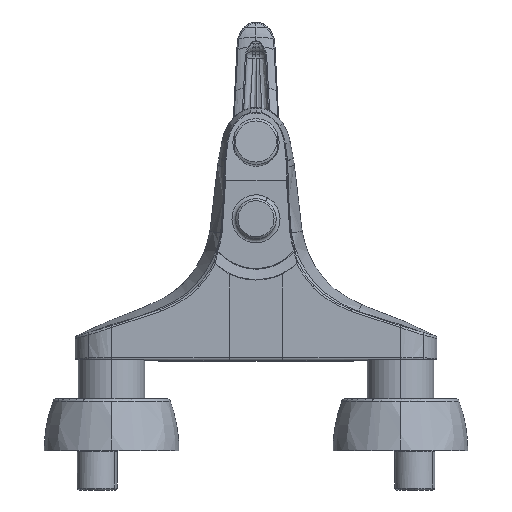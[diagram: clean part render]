
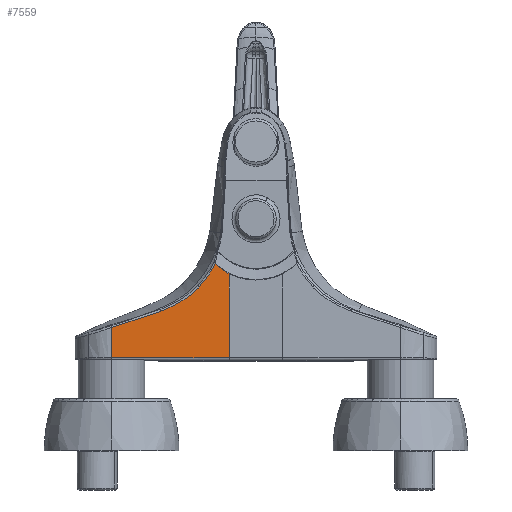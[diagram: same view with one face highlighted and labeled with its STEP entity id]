
A CAD part, front view. The second image highlights one B-rep face of the part: STEP entity #7559.
In plain terms, the highlighted planar face has unit normal (-0.01, -1, 0).
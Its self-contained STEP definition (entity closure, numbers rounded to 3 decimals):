
#78 = CARTESIAN_POINT ( 'NONE',  ( -20.912, -19.931, 22.334 ) ) ;
#142 = CARTESIAN_POINT ( 'NONE',  ( -74.903, -19.401, -10.734 ) ) ;
#540 = FACE_OUTER_BOUND ( 'NONE', #30210, .T. ) ;
#1465 = ORIENTED_EDGE ( 'NONE', *, *, #16493, .T. ) ;
#2978 = CARTESIAN_POINT ( 'NONE',  ( -20.653, -19.934, 22.079 ) ) ;
#3023 = CARTESIAN_POINT ( 'NONE',  ( -41.028, -19.734, 1.231 ) ) ;
#3117 = B_SPLINE_CURVE_WITH_KNOTS ( 'NONE', 5,
 ( #7312, #15732, #10167, #30149, #13007, #33035 ),
 .UNSPECIFIED., .F., .F.,
 ( 6, 6 ),
 ( 64.107, 64.861 ),
 .UNSPECIFIED. ) ;
#3238 = B_SPLINE_CURVE_WITH_KNOTS ( 'NONE', 5,
 ( #34676, #31310, #20413, #3330, #23281, #6196, #26137, #9066, #29023 ),
 .UNSPECIFIED., .F., .F.,
 ( 6, 3, 6 ),
 ( -2.962, -1.479, 0. ),
 .UNSPECIFIED. ) ;
#3330 = CARTESIAN_POINT ( 'NONE',  ( -14.838, -19.991, 17.636 ) ) ;
#3348 = B_SPLINE_CURVE_WITH_KNOTS ( 'NONE', 3,
 ( #31952, #26294, #26550, #9468 ),
 .UNSPECIFIED., .F., .F.,
 ( 4, 4 ),
 ( 0., 1. ),
 .UNSPECIFIED. ) ;
#4038 = CARTESIAN_POINT ( 'NONE',  ( -21.144, -19.929, 22.567 ) ) ;
#5784 = CARTESIAN_POINT ( 'NONE',  ( -49.548, -19.65, -2.356 ) ) ;
#5844 = CARTESIAN_POINT ( 'NONE',  ( -19.496, -19.945, 21.001 ) ) ;
#5883 = CARTESIAN_POINT ( 'NONE',  ( -49.548, -19.65, -2.356 ) ) ;
#6188 = VERTEX_POINT ( 'NONE', #21159 ) ;
#6196 = CARTESIAN_POINT ( 'NONE',  ( -14.322, -19.996, 17.339 ) ) ;
#6451 = VERTEX_POINT ( 'NONE', #13588 ) ;
#6647 = EDGE_CURVE ( 'NONE', #13573, #24427, #3348, .T. ) ;
#7136 = EDGE_CURVE ( 'NONE', #19803, #6188, #3117, .T. ) ;
#7312 = CARTESIAN_POINT ( 'NONE',  ( -29.494, -19.847, 10.311 ) ) ;
#7559 = ADVANCED_FACE ( 'NONE', ( #540 ), #19143, .F. ) ;
#7774 = CARTESIAN_POINT ( 'NONE',  ( -15.227, -19.987, 17.869 ) ) ;
#8300 = B_SPLINE_CURVE_WITH_KNOTS ( 'NONE', 1,
 ( #34348, #17308 ),
 .UNSPECIFIED., .F., .F.,
 ( 2, 2 ),
 ( 0.02, 15.725 ),
 .UNSPECIFIED. ) ;
#8440 = CARTESIAN_POINT ( 'NONE',  ( -13.931, -20., 17.123 ) ) ;
#8458 = CARTESIAN_POINT ( 'NONE',  ( -21.144, -19.929, 22.567 ) ) ;
#8659 = CARTESIAN_POINT ( 'NONE',  ( -55.675, -19.59, -4.587 ) ) ;
#8717 = CARTESIAN_POINT ( 'NONE',  ( -17.979, -19.96, 19.741 ) ) ;
#8818 = VERTEX_POINT ( 'NONE', #14104 ) ;
#9066 = CARTESIAN_POINT ( 'NONE',  ( -14.062, -19.999, 17.195 ) ) ;
#9236 = VECTOR ( 'NONE', #11462, 1000. ) ;
#9468 = CARTESIAN_POINT ( 'NONE',  ( -13.933, -20., -26.462 ) ) ;
#9645 = CARTESIAN_POINT ( 'NONE',  ( -22.428, -19.917, 19.88 ) ) ;
#9774 = CARTESIAN_POINT ( 'NONE',  ( -23.915, -19.902, 17.291 ) ) ;
#10167 = CARTESIAN_POINT ( 'NONE',  ( -29.702, -19.845, 10.088 ) ) ;
#10670 = DIRECTION ( 'NONE',  ( 0., 0., 1. ) ) ;
#11162 = ORIENTED_EDGE ( 'NONE', *, *, #26678, .T. ) ;
#11377 = EDGE_CURVE ( 'NONE', #19120, #19803, #31877, .T. ) ;
#11442 = CARTESIAN_POINT ( 'NONE',  ( -21.144, -19.929, 22.567 ) ) ;
#11462 = DIRECTION ( 'NONE',  ( 1., -0.01, 0. ) ) ;
#11493 = CARTESIAN_POINT ( 'NONE',  ( -63.813, -19.51, -7.099 ) ) ;
#11551 = CARTESIAN_POINT ( 'NONE',  ( -16.348, -19.976, 18.574 ) ) ;
#12226 = ORIENTED_EDGE ( 'NONE', *, *, #29902, .T. ) ;
#12605 = CARTESIAN_POINT ( 'NONE',  ( -27.464, -19.867, 12.488 ) ) ;
#13007 = CARTESIAN_POINT ( 'NONE',  ( -29.911, -19.843, 9.867 ) ) ;
#13573 = VERTEX_POINT ( 'NONE', #8440 ) ;
#13588 = CARTESIAN_POINT ( 'NONE',  ( -74.995, -19.4, -26.472 ) ) ;
#13645 = ORIENTED_EDGE ( 'NONE', *, *, #11377, .T. ) ;
#14104 = CARTESIAN_POINT ( 'NONE',  ( -49.548, -19.65, -2.356 ) ) ;
#14332 = CARTESIAN_POINT ( 'NONE',  ( -70.84, -19.441, -9.303 ) ) ;
#14399 = CARTESIAN_POINT ( 'NONE',  ( -15.227, -19.987, 17.869 ) ) ;
#14724 = ORIENTED_EDGE ( 'NONE', *, *, #6647, .F. ) ;
#15732 = CARTESIAN_POINT ( 'NONE',  ( -29.598, -19.846, 10.199 ) ) ;
#15992 = CARTESIAN_POINT ( 'NONE',  ( -74.995, -19.4, 144.015 ) ) ;
#16493 = EDGE_CURVE ( 'NONE', #8818, #36176, #29186, .T. ) ;
#16704 = B_SPLINE_CURVE_WITH_KNOTS ( 'NONE', 5,
 ( #34356, #19976, #20089, #3023, #22971, #5883 ),
 .UNSPECIFIED., .F., .F.,
 ( 6, 6 ),
 ( 64.861, 87.852 ),
 .UNSPECIFIED. ) ;
#17153 = CARTESIAN_POINT ( 'NONE',  ( -21.053, -19.93, 22.475 ) ) ;
#17212 = CARTESIAN_POINT ( 'NONE',  ( -74.812, -19.402, -10.701 ) ) ;
#17308 = CARTESIAN_POINT ( 'NONE',  ( -74.995, -19.4, -26.472 ) ) ;
#19120 = VERTEX_POINT ( 'NONE', #8458 ) ;
#19143 = PLANE ( 'NONE',  #22912 ) ;
#19803 = VERTEX_POINT ( 'NONE', #21999 ) ;
#19976 = CARTESIAN_POINT ( 'NONE',  ( -33.236, -19.81, 6.413 ) ) ;
#20052 = CARTESIAN_POINT ( 'NONE',  ( -20.768, -19.933, 22.192 ) ) ;
#20089 = CARTESIAN_POINT ( 'NONE',  ( -36.962, -19.774, 3.52 ) ) ;
#20109 = CARTESIAN_POINT ( 'NONE',  ( -74.995, -19.4, -10.767 ) ) ;
#20413 = CARTESIAN_POINT ( 'NONE',  ( -14.968, -19.99, 17.713 ) ) ;
#20595 = ORIENTED_EDGE ( 'NONE', *, *, #7136, .T. ) ;
#21159 = CARTESIAN_POINT ( 'NONE',  ( -30.017, -19.842, 9.758 ) ) ;
#21164 = EDGE_CURVE ( 'NONE', #19120, #23677, #34587, .T. ) ;
#21999 = CARTESIAN_POINT ( 'NONE',  ( -29.494, -19.847, 10.311 ) ) ;
#22866 = CARTESIAN_POINT ( 'NONE',  ( -52.589, -19.62, -3.532 ) ) ;
#22912 = AXIS2_PLACEMENT_3D ( 'NONE', #15992, #27768, #10670 ) ;
#22932 = CARTESIAN_POINT ( 'NONE',  ( -20.096, -19.939, 21.544 ) ) ;
#22971 = CARTESIAN_POINT ( 'NONE',  ( -45.244, -19.692, -0.692 ) ) ;
#23281 = CARTESIAN_POINT ( 'NONE',  ( -14.58, -19.994, 17.486 ) ) ;
#23508 = ORIENTED_EDGE ( 'NONE', *, *, #29040, .F. ) ;
#23617 = ORIENTED_EDGE ( 'NONE', *, *, #21164, .F. ) ;
#23677 = VERTEX_POINT ( 'NONE', #7774 ) ;
#24427 = VERTEX_POINT ( 'NONE', #30265 ) ;
#25650 = CARTESIAN_POINT ( 'NONE',  ( -74.995, -19.4, -10.767 ) ) ;
#25783 = CARTESIAN_POINT ( 'NONE',  ( -19.002, -19.95, 20.575 ) ) ;
#26137 = CARTESIAN_POINT ( 'NONE',  ( -14.192, -19.997, 17.267 ) ) ;
#26294 = CARTESIAN_POINT ( 'NONE',  ( -13.933, -20., 2.595 ) ) ;
#26550 = CARTESIAN_POINT ( 'NONE',  ( -13.933, -20., -11.933 ) ) ;
#26678 = EDGE_CURVE ( 'NONE', #6451, #24427, #31156, .T. ) ;
#26976 = ORIENTED_EDGE ( 'NONE', *, *, #32175, .T. ) ;
#27768 = DIRECTION ( 'NONE',  ( 0.01, 1., 0. ) ) ;
#28543 = CARTESIAN_POINT ( 'NONE',  ( -21.113, -19.929, 22.536 ) ) ;
#28562 = CARTESIAN_POINT ( 'NONE',  ( -47.343, -19.672, -26.468 ) ) ;
#28596 = CARTESIAN_POINT ( 'NONE',  ( -58.774, -19.559, -5.566 ) ) ;
#28662 = CARTESIAN_POINT ( 'NONE',  ( -16.896, -19.971, 18.952 ) ) ;
#29023 = CARTESIAN_POINT ( 'NONE',  ( -13.931, -20., 17.123 ) ) ;
#29040 = EDGE_CURVE ( 'NONE', #23677, #13573, #3238, .T. ) ;
#29186 = B_SPLINE_CURVE_WITH_KNOTS ( 'NONE', 5,
 ( #5784, #22866, #8659, #28596, #11493, #31498, #14332, #34374, #17212, #142, #20109 ),
 .UNSPECIFIED., .F., .F.,
 ( 6, 3, 2, 6 ),
 ( 87.852, 104.094, 114.179, 114.669 ),
 .UNSPECIFIED. ) ;
#29745 = CARTESIAN_POINT ( 'NONE',  ( -25.598, -19.885, 14.82 ) ) ;
#29902 = EDGE_CURVE ( 'NONE', #36176, #6451, #8300, .T. ) ;
#30149 = CARTESIAN_POINT ( 'NONE',  ( -29.806, -19.844, 9.978 ) ) ;
#30210 = EDGE_LOOP ( 'NONE', ( #23508, #23617, #13645, #20595, #26976, #1465, #12226, #11162, #14724 ) ) ;
#30265 = CARTESIAN_POINT ( 'NONE',  ( -13.933, -20., -26.462 ) ) ;
#31156 = LINE ( 'NONE', #28562, #9236 ) ;
#31310 = CARTESIAN_POINT ( 'NONE',  ( -15.097, -19.989, 17.79 ) ) ;
#31498 = CARTESIAN_POINT ( 'NONE',  ( -68.828, -19.461, -8.667 ) ) ;
#31559 = CARTESIAN_POINT ( 'NONE',  ( -15.787, -19.982, 18.212 ) ) ;
#31877 = B_SPLINE_CURVE_WITH_KNOTS ( 'NONE', 5,
 ( #4038, #9645, #9774, #29745, #12605, #32631 ),
 .UNSPECIFIED., .F., .F.,
 ( 6, 6 ),
 ( 49.657, 64.612 ),
 .UNSPECIFIED. ) ;
#31952 = CARTESIAN_POINT ( 'NONE',  ( -13.931, -20., 17.123 ) ) ;
#32175 = EDGE_CURVE ( 'NONE', #6188, #8818, #16704, .T. ) ;
#32631 = CARTESIAN_POINT ( 'NONE',  ( -29.494, -19.847, 10.311 ) ) ;
#33035 = CARTESIAN_POINT ( 'NONE',  ( -30.017, -19.842, 9.758 ) ) ;
#34316 = CARTESIAN_POINT ( 'NONE',  ( -21.083, -19.93, 22.505 ) ) ;
#34348 = CARTESIAN_POINT ( 'NONE',  ( -74.995, -19.4, -10.767 ) ) ;
#34356 = CARTESIAN_POINT ( 'NONE',  ( -30.017, -19.842, 9.758 ) ) ;
#34374 = CARTESIAN_POINT ( 'NONE',  ( -72.828, -19.421, -9.987 ) ) ;
#34587 = B_SPLINE_CURVE_WITH_KNOTS ( 'NONE', 5,
 ( #11442, #28543, #34316, #17153, #78, #20052, #2978, #22932, #5844, #25783, #8717, #28662, #11551, #31559, #14399 ),
 .UNSPECIFIED., .F., .F.,
 ( 6, 3, 3, 3, 6 ),
 ( -184.411, -184.001, -182.52, -176.965, -171.434 ),
 .UNSPECIFIED. ) ;
#34676 = CARTESIAN_POINT ( 'NONE',  ( -15.227, -19.987, 17.869 ) ) ;
#36176 = VERTEX_POINT ( 'NONE', #25650 ) ;
